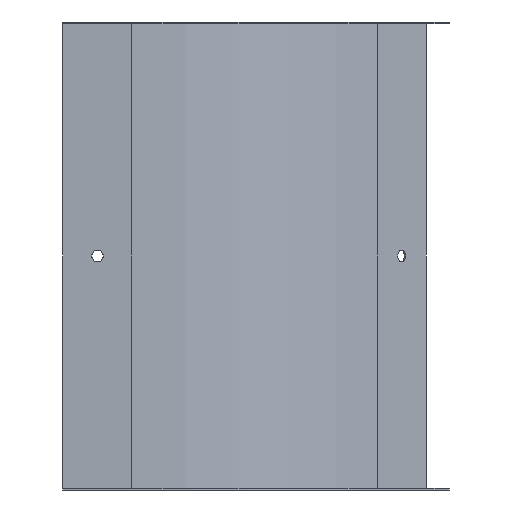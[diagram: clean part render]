
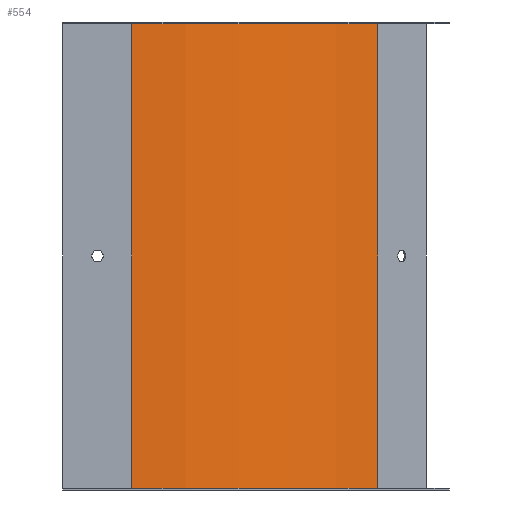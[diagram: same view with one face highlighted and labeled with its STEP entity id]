
A CAD part, front view. The second image highlights one B-rep face of the part: STEP entity #554.
In plain terms, the highlighted cylindrical face has radius 150 mm (diameter 300 mm), a partial arc.
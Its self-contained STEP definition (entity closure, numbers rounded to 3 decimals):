
#5 = DIRECTION ( 'NONE',  ( 1., 0., 0. ) ) ;
#6 = DIRECTION ( 'NONE',  ( 0., 0., -1. ) ) ;
#7 = CARTESIAN_POINT ( 'NONE',  ( 29.792, 164., 0. ) ) ;
#13 = DIRECTION ( 'NONE',  ( 0., 0., 1. ) ) ;
#15 = CARTESIAN_POINT ( 'NONE',  ( 29.792, 14., -201.2 ) ) ;
#92 = CIRCLE ( 'NONE', #428, 150. ) ;
#93 = VECTOR ( 'NONE', #13, 1000. ) ;
#96 = LINE ( 'NONE', #15, #93 ) ;
#98 = CIRCLE ( 'NONE', #430, 150. ) ;
#189 = ORIENTED_EDGE ( 'NONE', *, *, #472, .F. ) ;
#191 = ORIENTED_EDGE ( 'NONE', *, *, #509, .T. ) ;
#193 = ORIENTED_EDGE ( 'NONE', *, *, #490, .F. ) ;
#195 = ORIENTED_EDGE ( 'NONE', *, *, #473, .T. ) ;
#253 = EDGE_LOOP ( 'NONE', ( #189, #193, #191, #195 ) ) ;
#280 = VERTEX_POINT ( 'NONE', #492 ) ;
#283 = VERTEX_POINT ( 'NONE', #486 ) ;
#291 = VERTEX_POINT ( 'NONE', #483 ) ;
#296 = VERTEX_POINT ( 'NONE', #484 ) ;
#322 = VECTOR ( 'NONE', #688, 1000. ) ;
#328 = LINE ( 'NONE', #678, #322 ) ;
#352 = FACE_OUTER_BOUND ( 'NONE', #253, .T. ) ;
#361 = CYLINDRICAL_SURFACE ( 'NONE', #532, 150. ) ;
#428 = AXIS2_PLACEMENT_3D ( 'NONE', #703, #682, #679 ) ;
#430 = AXIS2_PLACEMENT_3D ( 'NONE', #7, #6, #5 ) ;
#472 = EDGE_CURVE ( 'NONE', #296, #283, #96, .T. ) ;
#473 = EDGE_CURVE ( 'NONE', #291, #283, #98, .T. ) ;
#483 = CARTESIAN_POINT ( 'NONE',  ( 135.858, 57.934, 0. ) ) ;
#484 = CARTESIAN_POINT ( 'NONE',  ( 29.792, 14., -200.4 ) ) ;
#486 = CARTESIAN_POINT ( 'NONE',  ( 29.792, 14., 0. ) ) ;
#490 = EDGE_CURVE ( 'NONE', #280, #296, #92, .T. ) ;
#492 = CARTESIAN_POINT ( 'NONE',  ( 135.858, 57.934, -200.4 ) ) ;
#509 = EDGE_CURVE ( 'NONE', #280, #291, #328, .T. ) ;
#532 = AXIS2_PLACEMENT_3D ( 'NONE', #601, #599, #594 ) ;
#554 = ADVANCED_FACE ( 'NONE', ( #352 ), #361, .T. ) ;
#594 = DIRECTION ( 'NONE',  ( 1., 0., 0. ) ) ;
#599 = DIRECTION ( 'NONE',  ( 0., 0., 1. ) ) ;
#601 = CARTESIAN_POINT ( 'NONE',  ( 29.792, 164., -201.2 ) ) ;
#678 = CARTESIAN_POINT ( 'NONE',  ( 135.858, 57.934, -201.2 ) ) ;
#679 = DIRECTION ( 'NONE',  ( 1., 0., 0. ) ) ;
#682 = DIRECTION ( 'NONE',  ( 0., 0., -1. ) ) ;
#688 = DIRECTION ( 'NONE',  ( 0., 0., 1. ) ) ;
#703 = CARTESIAN_POINT ( 'NONE',  ( 29.792, 164., -200.4 ) ) ;
